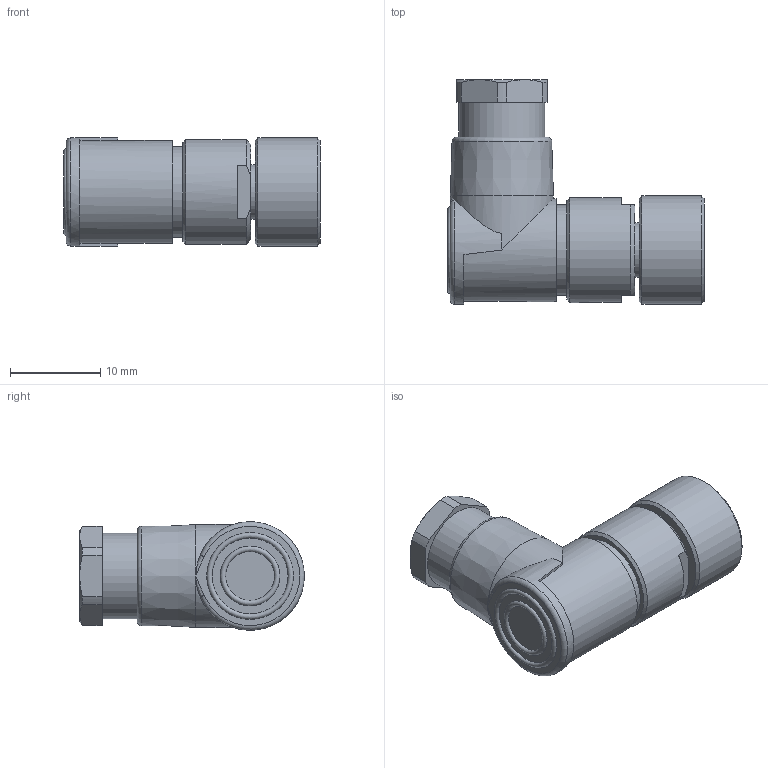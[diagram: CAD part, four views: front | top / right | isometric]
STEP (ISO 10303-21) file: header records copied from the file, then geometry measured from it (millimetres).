
FILE_DESCRIPTION(/* description */ (''),/* implementation_level */ '2;1');
FILE_NAME(/* name */ 'VK003070.stp',/* time_stamp */ '2016-10-12T08:38:24+02:00',/* author */ ('mitarbeiter'),/* organization */ (''),/* preprocessor_version */ 'ST-DEVELOPER v15.2',/* originating_system */ 'Autodesk Inventor 2014',/* authorisation */ '');
FILE_SCHEMA (('AUTOMOTIVE_DESIGN { 1 0 10303 214 3 1 1 }'));
Length unit declared in the file: millimetre
Products named in the file (1): VK003070
Bounding box: 28.4 x 24.85 x 12 mm (x, y, z)
Volume: 4055.6 mm3; surface area: 2172.3 mm2
Topology: 1 solids, 1 shells, 112 faces, 274 edges, 178 vertices
Faces by surface type: plane 47, cone 21, bspline 20, cylinder 20, torus 4
Full cylindrical faces by diameter (mm): 1.1 x3, 5.65 x1, 6 x1, 6.917 x1, 8.1 x1, 9.5 x1, 10 x1, 11.4 x2, 11.6 x1, 12 x1
Entity records: 3470 total; most frequent: CARTESIAN_POINT 1104, DIRECTION 494, ORIENTED_EDGE 450, EDGE_CURVE 225, AXIS2_PLACEMENT_3D 222, VERTEX_POINT 160, EDGE_LOOP 157, FACE_OUTER_BOUND 112
